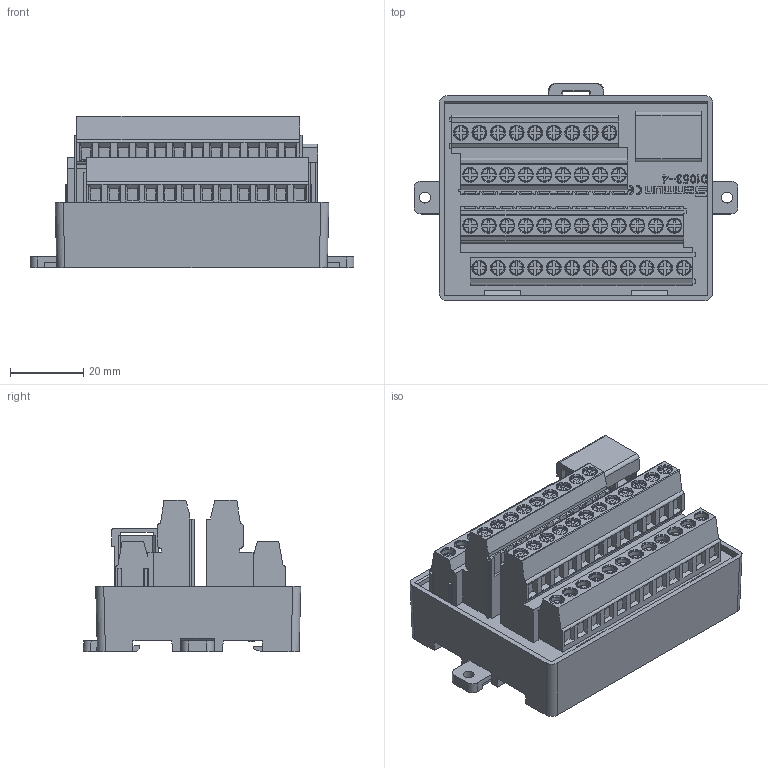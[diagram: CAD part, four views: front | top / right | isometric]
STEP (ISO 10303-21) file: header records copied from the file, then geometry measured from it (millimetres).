
FILE_DESCRIPTION(/* description */ (''),/* implementation_level */ '2;1');
FILE_NAME(/* name */ 'D1053-4E.stp',/* time_stamp */ '2024-08-09T16:27:24+08:00',/* author */ (''),/* organization */ (''),/* preprocessor_version */ 'ST-DEVELOPER v14',/* originating_system */ 'SIEMENS PLM Software NX 8.0',/* authorisation */ '');
FILE_SCHEMA (('AUTOMOTIVE_DESIGN { 1 0 10303 214 3 1 1 1 }'));
Products named in the file (1): D1053-4E 3D_stp
Bounding box: 88.6 x 59.51 x 41.5 mm (x, y, z)
Volume: 101746.4 mm3; surface area: 31369.2 mm2
Topology: 3 solids, 21 shells, 2138 faces, 5617 edges, 3673 vertices
Faces by surface type: plane 1669, cylinder 208, torus 143, cone 102, extrusion 14, bspline 2
Full cylindrical faces by diameter (mm): 3 x2, 4.1 x26, 4.13 x28, 5.3 x2
Entity records: 68236 total; most frequent: CARTESIAN_POINT 15609, ORIENTED_EDGE 10968, DIRECTION 9862, EDGE_CURVE 5484, VECTOR 4352, LINE 4338, VERTEX_POINT 3629, AXIS2_PLACEMENT_3D 2755
